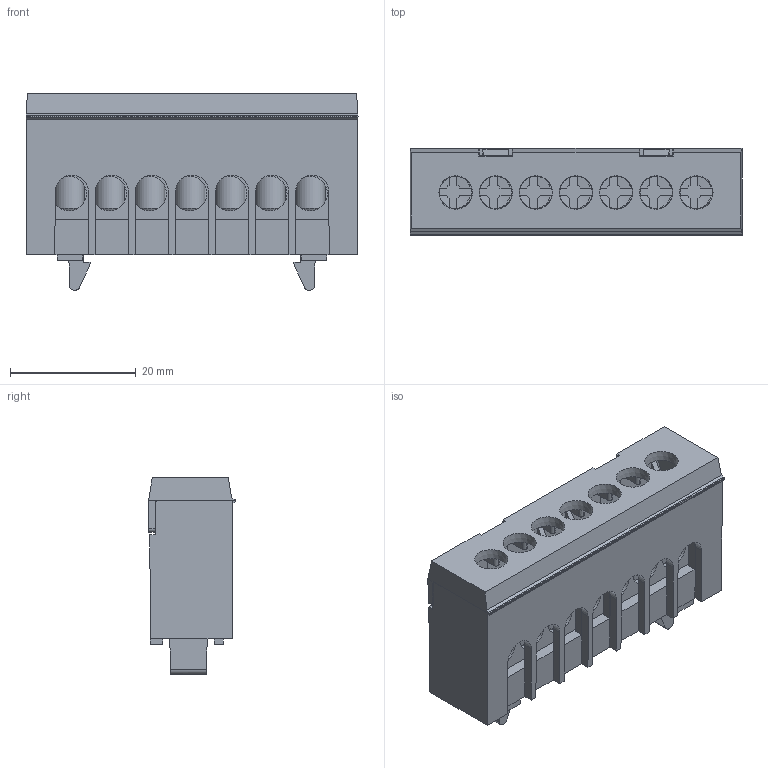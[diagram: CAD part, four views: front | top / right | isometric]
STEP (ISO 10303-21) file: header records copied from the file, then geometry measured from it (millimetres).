
FILE_DESCRIPTION (( 'STEP AP203' ), '1' );
FILE_NAME ('Klema 7 sklop.STEP', '2021-03-30T11:53:28', ( '' ), ( '' ), 'SwSTEP 2.0', 'SolidWorks 2019', '' );
FILE_SCHEMA (( 'CONFIG_CONTROL_DESIGN' ));
Length unit declared in the file: millimetre
Products named in the file (4): Nosac kleme 7; Sraf kleme; Mesingana sabirnica K7; Klema 7 sklop
Assembly tree (9 placements, depth 2):
  Klema 7 sklop
    Nosac kleme 7
    Mesingana sabirnica K7
    Sraf kleme  x7
Bounding box: 52.9 x 13.86 x 31.3 mm (x, y, z)
Volume: 9529.7 mm3; surface area: 14116.6 mm2
Topology: 10 solids, 10 shells, 498 faces, 1379 edges, 892 vertices
Faces by surface type: plane 338, cylinder 87, cone 66, torus 7
Full cylindrical faces by diameter (mm): 4.2 x7, 4.85 x7, 5.5 x7, 6.5 x7
Entity records: 11736 total; most frequent: CARTESIAN_POINT 2519, ORIENTED_EDGE 1866, DIRECTION 1660, EDGE_CURVE 933, LINE 748, VECTOR 748, VERTEX_POINT 615, AXIS2_PLACEMENT_3D 456
